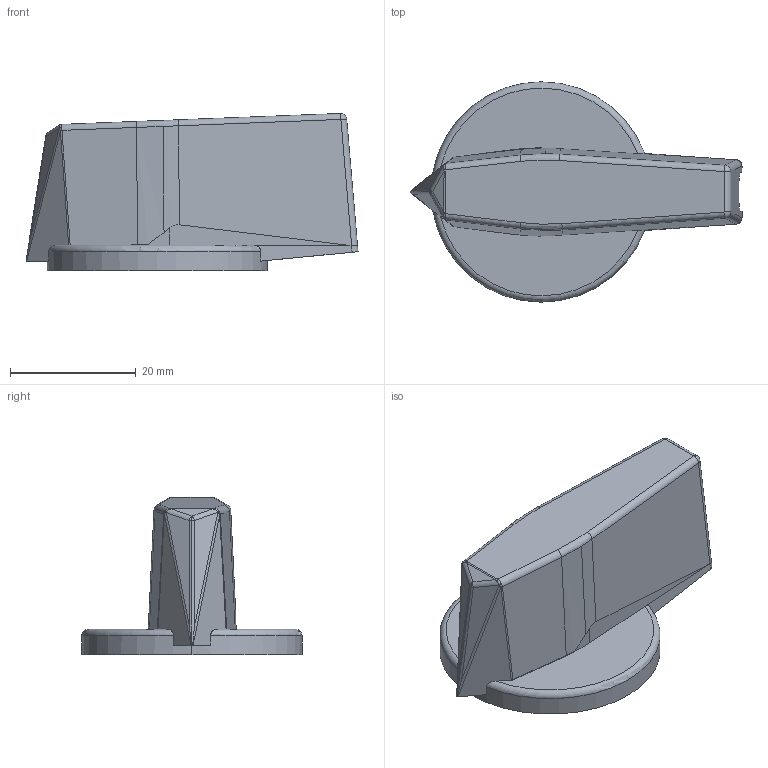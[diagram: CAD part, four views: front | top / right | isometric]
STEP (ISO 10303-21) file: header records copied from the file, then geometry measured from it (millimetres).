
FILE_DESCRIPTION (( 'STEP AP214' ), '1' );
FILE_NAME ('7AR114.STEP', '2025-11-13T13:40:16', ( '' ), ( '' ), 'SwSTEP 2.0', 'SolidWorks 2019', '' );
FILE_SCHEMA (( 'AUTOMOTIVE_DESIGN' ));
Length unit declared in the file: millimetre
Products named in the file (4): 613075-RUCICA; VIJAK-RUCICA; MATICA M3 DIN555; 7AR114
Assembly tree (3 placements, depth 2):
  7AR114
    613075-RUCICA
    VIJAK-RUCICA
    MATICA M3 DIN555
Bounding box: 52.76 x 35 x 24.96 mm (x, y, z)
Volume: 8963.4 mm3; surface area: 8303.3 mm2
Topology: 3 solids, 3 shells, 165 faces, 417 edges, 260 vertices
Faces by surface type: plane 88, cylinder 43, cone 15, bspline 10, torus 5, sphere 4
Entity records: 5427 total; most frequent: CARTESIAN_POINT 1517, ORIENTED_EDGE 834, DIRECTION 733, EDGE_CURVE 417, VERTEX_POINT 260, AXIS2_PLACEMENT_3D 252, VECTOR 229, LINE 229
